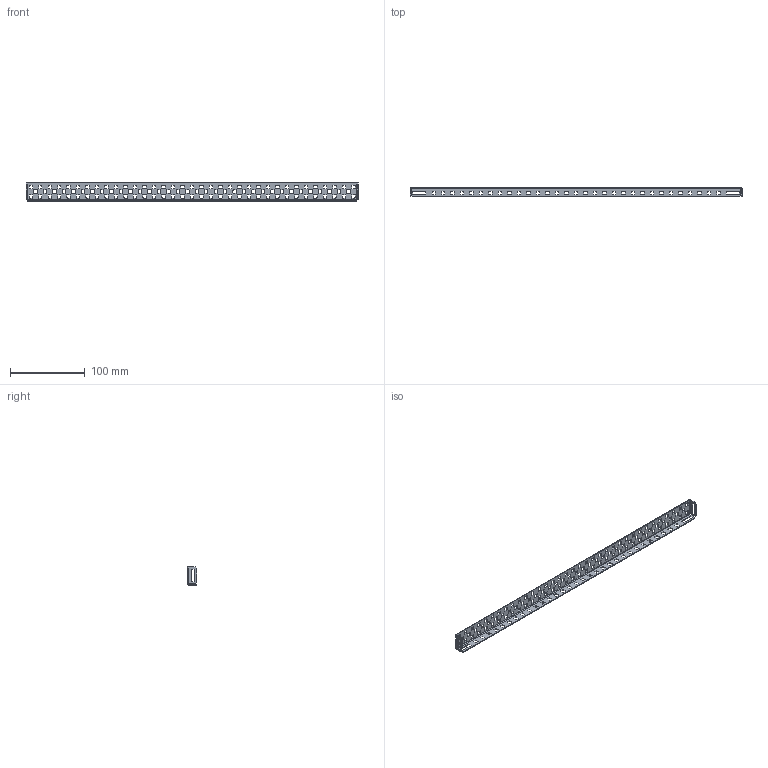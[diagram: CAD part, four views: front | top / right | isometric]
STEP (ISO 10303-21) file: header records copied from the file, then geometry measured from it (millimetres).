
FILE_DESCRIPTION(/* description */ (''),/* implementation_level */ '2;1');
FILE_NAME(/* name */ 'Chassis Rail 2x1x35.ipt.step',/* time_stamp */ '2020-04-16T23:02:46-04:00',/* author */ ('Jordan'),/* organization */ (''),/* preprocessor_version */ 'ST-DEVELOPER v17',/* originating_system */ 'Autodesk Inventor 2019',/* authorisation */ '');
FILE_SCHEMA (('AUTOMOTIVE_DESIGN { 1 0 10303 214 3 1 1 }'));
Length unit declared in the file: inch
Products named in the file (1): Chassis Rail 2x1x35
Bounding box: 444.5 x 12.7 x 24.13 mm (x, y, z)
Volume: 14996.6 mm3; surface area: 29815.7 mm2
Topology: 1 solids, 1 shells, 1148 faces, 4718 edges, 4730 vertices
Faces by surface type: plane 586, cylinder 562
Entity records: 47509 total; most frequent: CARTESIAN_POINT 9849, DIRECTION 8240, ORIENTED_EDGE 6828, EDGE_CURVE 3414, AXIS2_PLACEMENT_3D 2975, LINE 2290, VECTOR 2290, VERTEX_POINT 2268
